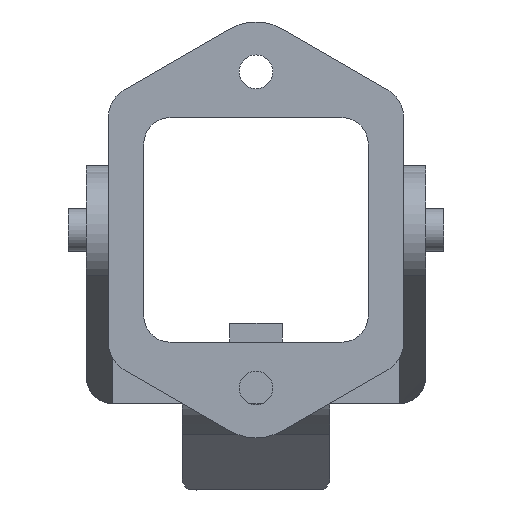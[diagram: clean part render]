
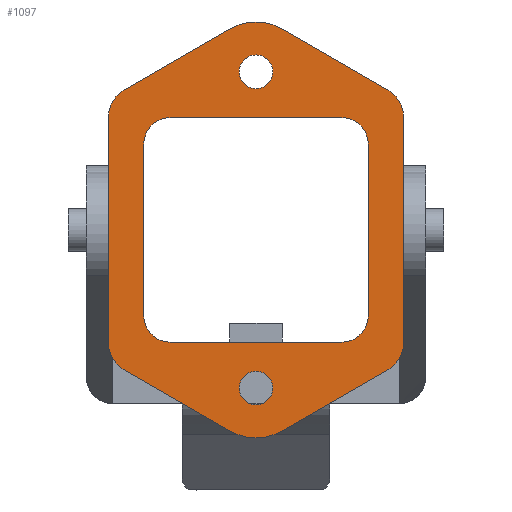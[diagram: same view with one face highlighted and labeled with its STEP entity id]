
A CAD part, front view. The second image highlights one B-rep face of the part: STEP entity #1097.
In plain terms, the highlighted planar face has unit normal (0, -1, 0).
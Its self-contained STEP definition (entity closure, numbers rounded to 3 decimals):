
#730=FACE_BOUND('',#1675,.T.);
#731=FACE_BOUND('',#1676,.T.);
#732=FACE_BOUND('',#1677,.T.);
#733=FACE_BOUND('',#1678,.T.);
#749=CIRCLE('',#4684,2.5);
#751=CIRCLE('',#4688,2.5);
#753=CIRCLE('',#4692,2.5);
#755=CIRCLE('',#4696,2.5);
#795=CIRCLE('',#4873,1.6);
#804=CIRCLE('',#4884,5.);
#806=CIRCLE('',#4888,3.);
#808=CIRCLE('',#4892,3.);
#810=CIRCLE('',#4896,5.);
#812=CIRCLE('',#4900,3.);
#814=CIRCLE('',#4904,3.);
#827=CIRCLE('',#4925,1.6);
#1097=ADVANCED_FACE('',(#730,#731,#732,#733),#1264,.T.);
#1264=PLANE('',#4926);
#1675=EDGE_LOOP('',(#2613));
#1676=EDGE_LOOP('',(#2614));
#1677=EDGE_LOOP('',(#2615,#2616,#2617,#2618,#2619,#2620,#2621,#2622));
#1678=EDGE_LOOP('',(#2623,#2624,#2625,#2626,#2627,#2628,#2629,#2630,#2631,
#2632,#2633,#2634));
#2613=ORIENTED_EDGE('',*,*,#3654,.T.);
#2614=ORIENTED_EDGE('',*,*,#3592,.T.);
#2615=ORIENTED_EDGE('',*,*,#3241,.T.);
#2616=ORIENTED_EDGE('',*,*,#3244,.T.);
#2617=ORIENTED_EDGE('',*,*,#3247,.T.);
#2618=ORIENTED_EDGE('',*,*,#3250,.T.);
#2619=ORIENTED_EDGE('',*,*,#3253,.T.);
#2620=ORIENTED_EDGE('',*,*,#3231,.T.);
#2621=ORIENTED_EDGE('',*,*,#3235,.T.);
#2622=ORIENTED_EDGE('',*,*,#3238,.T.);
#2623=ORIENTED_EDGE('',*,*,#3653,.F.);
#2624=ORIENTED_EDGE('',*,*,#3608,.F.);
#2625=ORIENTED_EDGE('',*,*,#3612,.F.);
#2626=ORIENTED_EDGE('',*,*,#3615,.F.);
#2627=ORIENTED_EDGE('',*,*,#3618,.F.);
#2628=ORIENTED_EDGE('',*,*,#3621,.F.);
#2629=ORIENTED_EDGE('',*,*,#3624,.F.);
#2630=ORIENTED_EDGE('',*,*,#3627,.F.);
#2631=ORIENTED_EDGE('',*,*,#3630,.F.);
#2632=ORIENTED_EDGE('',*,*,#3633,.F.);
#2633=ORIENTED_EDGE('',*,*,#3636,.F.);
#2634=ORIENTED_EDGE('',*,*,#3639,.F.);
#2863=VERTEX_POINT('',#6112);
#2864=VERTEX_POINT('',#6114);
#2866=VERTEX_POINT('',#6120);
#2868=VERTEX_POINT('',#6126);
#2870=VERTEX_POINT('',#6132);
#2872=VERTEX_POINT('',#6138);
#2874=VERTEX_POINT('',#6144);
#2876=VERTEX_POINT('',#6150);
#3105=VERTEX_POINT('',#6924);
#3121=VERTEX_POINT('',#6957);
#3122=VERTEX_POINT('',#6959);
#3124=VERTEX_POINT('',#6965);
#3126=VERTEX_POINT('',#6971);
#3128=VERTEX_POINT('',#6977);
#3130=VERTEX_POINT('',#6983);
#3132=VERTEX_POINT('',#6989);
#3134=VERTEX_POINT('',#6995);
#3136=VERTEX_POINT('',#7001);
#3138=VERTEX_POINT('',#7007);
#3140=VERTEX_POINT('',#7013);
#3142=VERTEX_POINT('',#7019);
#3143=VERTEX_POINT('',#7194);
#3231=EDGE_CURVE('',#2864,#2863,#749,.T.);
#3235=EDGE_CURVE('',#2863,#2866,#3771,.T.);
#3238=EDGE_CURVE('',#2866,#2868,#751,.T.);
#3241=EDGE_CURVE('',#2868,#2870,#3775,.T.);
#3244=EDGE_CURVE('',#2870,#2872,#753,.T.);
#3247=EDGE_CURVE('',#2872,#2874,#3779,.T.);
#3250=EDGE_CURVE('',#2874,#2876,#755,.T.);
#3253=EDGE_CURVE('',#2876,#2864,#3783,.T.);
#3592=EDGE_CURVE('',#3105,#3105,#795,.T.);
#3608=EDGE_CURVE('',#3121,#3122,#804,.T.);
#3612=EDGE_CURVE('',#3124,#3121,#4076,.T.);
#3615=EDGE_CURVE('',#3126,#3124,#806,.T.);
#3618=EDGE_CURVE('',#3128,#3126,#4080,.T.);
#3621=EDGE_CURVE('',#3130,#3128,#808,.T.);
#3624=EDGE_CURVE('',#3132,#3130,#4084,.T.);
#3627=EDGE_CURVE('',#3134,#3132,#810,.T.);
#3630=EDGE_CURVE('',#3136,#3134,#4088,.T.);
#3633=EDGE_CURVE('',#3138,#3136,#812,.T.);
#3636=EDGE_CURVE('',#3140,#3138,#4092,.T.);
#3639=EDGE_CURVE('',#3142,#3140,#814,.T.);
#3653=EDGE_CURVE('',#3122,#3142,#4095,.T.);
#3654=EDGE_CURVE('',#3143,#3143,#827,.T.);
#3771=LINE('',#6121,#4168);
#3775=LINE('',#6133,#4172);
#3779=LINE('',#6145,#4176);
#3783=LINE('',#6155,#4180);
#4076=LINE('',#6966,#4473);
#4080=LINE('',#6978,#4477);
#4084=LINE('',#6990,#4481);
#4088=LINE('',#7002,#4485);
#4092=LINE('',#7014,#4489);
#4095=LINE('',#7191,#4492);
#4168=VECTOR('',#5028,1.);
#4172=VECTOR('',#5040,1.);
#4176=VECTOR('',#5052,1.);
#4180=VECTOR('',#5064,1.);
#4473=VECTOR('',#5733,1.);
#4477=VECTOR('',#5745,1.);
#4481=VECTOR('',#5757,1.);
#4485=VECTOR('',#5769,1.);
#4489=VECTOR('',#5781,1.);
#4492=VECTOR('',#5828,1.);
#4684=AXIS2_PLACEMENT_3D('',#6113,#5021,#5022);
#4688=AXIS2_PLACEMENT_3D('',#6127,#5034,#5035);
#4692=AXIS2_PLACEMENT_3D('',#6139,#5046,#5047);
#4696=AXIS2_PLACEMENT_3D('',#6151,#5058,#5059);
#4873=AXIS2_PLACEMENT_3D('',#6923,#5697,#5698);
#4884=AXIS2_PLACEMENT_3D('',#6958,#5726,#5727);
#4888=AXIS2_PLACEMENT_3D('',#6972,#5739,#5740);
#4892=AXIS2_PLACEMENT_3D('',#6984,#5751,#5752);
#4896=AXIS2_PLACEMENT_3D('',#6996,#5763,#5764);
#4900=AXIS2_PLACEMENT_3D('',#7008,#5775,#5776);
#4904=AXIS2_PLACEMENT_3D('',#7020,#5787,#5788);
#4925=AXIS2_PLACEMENT_3D('',#7193,#5831,#5832);
#4926=AXIS2_PLACEMENT_3D('',#7195,#5833,#5834);
#5021=DIRECTION('',(0.,1.,0.));
#5022=DIRECTION('',(0.,0.,-1.));
#5028=DIRECTION('',(0.,0.,1.));
#5034=DIRECTION('',(0.,1.,0.));
#5035=DIRECTION('',(-1.,0.,0.));
#5040=DIRECTION('',(1.,0.,0.));
#5046=DIRECTION('',(0.,1.,0.));
#5047=DIRECTION('',(0.,0.,1.));
#5052=DIRECTION('',(0.,0.,-1.));
#5058=DIRECTION('',(0.,1.,0.));
#5059=DIRECTION('',(1.,0.,0.));
#5064=DIRECTION('',(-1.,0.,0.));
#5697=DIRECTION('',(0.,1.,0.));
#5698=DIRECTION('',(0.,0.,1.));
#5726=DIRECTION('',(0.,1.,0.));
#5727=DIRECTION('',(-0.5,0.,0.866));
#5733=DIRECTION('',(0.866,0.,0.5));
#5739=DIRECTION('',(0.,1.,0.));
#5740=DIRECTION('',(-1.,0.,0.));
#5745=DIRECTION('',(0.,0.,1.));
#5751=DIRECTION('',(0.,1.,0.));
#5752=DIRECTION('',(-0.5,0.,-0.866));
#5757=DIRECTION('',(-0.866,0.,0.5));
#5763=DIRECTION('',(0.,1.,0.));
#5764=DIRECTION('',(0.5,0.,-0.866));
#5769=DIRECTION('',(-0.866,0.,-0.5));
#5775=DIRECTION('',(0.,1.,0.));
#5776=DIRECTION('',(1.,0.,0.));
#5781=DIRECTION('',(0.,0.,-1.));
#5787=DIRECTION('',(0.,1.,0.));
#5788=DIRECTION('',(0.5,0.,0.866));
#5828=DIRECTION('',(0.866,0.,-0.5));
#5831=DIRECTION('',(0.,1.,0.));
#5832=DIRECTION('',(0.,0.,1.));
#5833=DIRECTION('',(0.,-1.,0.));
#5834=DIRECTION('',(-1.,0.,0.));
#6112=CARTESIAN_POINT('',(-10.65,0.,-8.15));
#6113=CARTESIAN_POINT('',(-8.15,0.,-8.15));
#6114=CARTESIAN_POINT('',(-8.15,0.,-10.65));
#6120=CARTESIAN_POINT('',(-10.65,0.,8.15));
#6121=CARTESIAN_POINT('',(-10.65,0.,-8.15));
#6126=CARTESIAN_POINT('',(-8.15,0.,10.65));
#6127=CARTESIAN_POINT('',(-8.15,0.,8.15));
#6132=CARTESIAN_POINT('',(8.15,0.,10.65));
#6133=CARTESIAN_POINT('',(-8.15,0.,10.65));
#6138=CARTESIAN_POINT('',(10.65,0.,8.15));
#6139=CARTESIAN_POINT('',(8.15,0.,8.15));
#6144=CARTESIAN_POINT('',(10.65,0.,-8.15));
#6145=CARTESIAN_POINT('',(10.65,0.,8.15));
#6150=CARTESIAN_POINT('',(8.15,0.,-10.65));
#6151=CARTESIAN_POINT('',(8.15,0.,-8.15));
#6155=CARTESIAN_POINT('',(8.15,0.,-10.65));
#6923=CARTESIAN_POINT('',(0.,0.,15.));
#6924=CARTESIAN_POINT('',(0.,0.,16.6));
#6957=CARTESIAN_POINT('',(-2.5,0.,19.057));
#6958=CARTESIAN_POINT('',(0.,0.,14.726));
#6959=CARTESIAN_POINT('',(2.5,0.,19.057));
#6965=CARTESIAN_POINT('',(-12.5,0.,13.283));
#6966=CARTESIAN_POINT('',(-12.5,0.,13.283));
#6971=CARTESIAN_POINT('',(-14.,0.,10.685));
#6972=CARTESIAN_POINT('',(-11.,0.,10.685));
#6977=CARTESIAN_POINT('',(-14.,0.,-10.685));
#6978=CARTESIAN_POINT('',(-14.,0.,-10.685));
#6983=CARTESIAN_POINT('',(-12.5,0.,-13.283));
#6984=CARTESIAN_POINT('',(-11.,0.,-10.685));
#6989=CARTESIAN_POINT('',(-2.5,0.,-19.057));
#6990=CARTESIAN_POINT('',(-2.5,0.,-19.057));
#6995=CARTESIAN_POINT('',(2.5,0.,-19.057));
#6996=CARTESIAN_POINT('',(0.,0.,-14.726));
#7001=CARTESIAN_POINT('',(12.5,0.,-13.283));
#7002=CARTESIAN_POINT('',(12.5,0.,-13.283));
#7007=CARTESIAN_POINT('',(14.,0.,-10.685));
#7008=CARTESIAN_POINT('',(11.,0.,-10.685));
#7013=CARTESIAN_POINT('',(14.,0.,10.685));
#7014=CARTESIAN_POINT('',(14.,0.,10.685));
#7019=CARTESIAN_POINT('',(12.5,0.,13.283));
#7020=CARTESIAN_POINT('',(11.,0.,10.685));
#7191=CARTESIAN_POINT('',(2.5,0.,19.057));
#7193=CARTESIAN_POINT('',(0.,0.,-15.));
#7194=CARTESIAN_POINT('',(0.,0.,-13.4));
#7195=CARTESIAN_POINT('',(14.7,0.,20.713));
